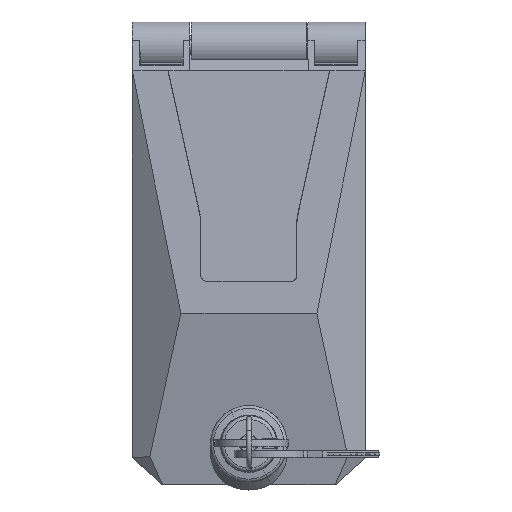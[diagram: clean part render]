
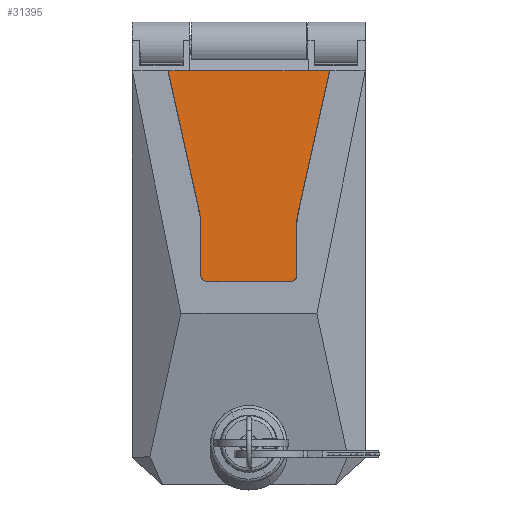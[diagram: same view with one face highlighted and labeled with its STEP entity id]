
A CAD part, top view. The second image highlights one B-rep face of the part: STEP entity #31395.
In plain terms, the highlighted planar face has unit normal (0, 0.052, 0.999).
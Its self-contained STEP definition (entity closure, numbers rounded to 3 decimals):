
#31371=AXIS2_PLACEMENT_3D('Plane Axis2P3D',#31368,#31369,#31370) ;
#29228=CARTESIAN_POINT('Vertex',(56.601,120.093,51.651)) ;
#29247=CARTESIAN_POINT('Vertex',(10.299,120.093,51.651)) ;
#29250=CARTESIAN_POINT('Line Origine',(33.45,120.093,51.651)) ;
#30614=CARTESIAN_POINT('Vertex',(47.437,78.814,53.815)) ;
#30618=CARTESIAN_POINT('Control Point',(47.437,78.814,53.815)) ;
#30619=CARTESIAN_POINT('Control Point',(47.343,78.388,53.837)) ;
#30620=CARTESIAN_POINT('Control Point',(47.271,77.958,53.86)) ;
#30621=CARTESIAN_POINT('Control Point',(47.224,77.524,53.882)) ;
#30622=CARTESIAN_POINT('Control Point',(47.2,77.088,53.905)) ;
#30623=CARTESIAN_POINT('Control Point',(47.2,76.652,53.928)) ;
#30624=CARTESIAN_POINT('Vertex',(47.2,76.652,53.928)) ;
#30643=CARTESIAN_POINT('Line Origine',(47.2,69.136,54.322)) ;
#30647=CARTESIAN_POINT('Vertex',(47.2,61.673,54.713)) ;
#30700=CARTESIAN_POINT('Control Point',(45.2,59.675,54.818)) ;
#30701=CARTESIAN_POINT('Control Point',(45.388,59.675,54.818)) ;
#30702=CARTESIAN_POINT('Control Point',(45.577,59.698,54.817)) ;
#30703=CARTESIAN_POINT('Control Point',(45.762,59.742,54.814)) ;
#30704=CARTESIAN_POINT('Control Point',(46.118,59.873,54.807)) ;
#30705=CARTESIAN_POINT('Control Point',(46.434,60.084,54.796)) ;
#30706=CARTESIAN_POINT('Control Point',(46.578,60.207,54.79)) ;
#30707=CARTESIAN_POINT('Control Point',(46.836,60.486,54.775)) ;
#30708=CARTESIAN_POINT('Control Point',(47.022,60.816,54.758)) ;
#30709=CARTESIAN_POINT('Control Point',(47.094,60.992,54.749)) ;
#30710=CARTESIAN_POINT('Control Point',(47.163,61.235,54.736)) ;
#30711=CARTESIAN_POINT('Control Point',(47.193,61.485,54.723)) ;
#30712=CARTESIAN_POINT('Control Point',(47.198,61.547,54.72)) ;
#30713=CARTESIAN_POINT('Control Point',(47.2,61.61,54.716)) ;
#30714=CARTESIAN_POINT('Control Point',(47.2,61.673,54.713)) ;
#30715=CARTESIAN_POINT('Vertex',(45.2,59.675,54.818)) ;
#30751=CARTESIAN_POINT('Line Origine',(33.45,59.675,54.818)) ;
#30755=CARTESIAN_POINT('Vertex',(21.7,59.675,54.818)) ;
#30802=CARTESIAN_POINT('Control Point',(19.7,61.673,54.713)) ;
#30803=CARTESIAN_POINT('Control Point',(19.7,61.484,54.723)) ;
#30804=CARTESIAN_POINT('Control Point',(19.722,61.296,54.733)) ;
#30805=CARTESIAN_POINT('Control Point',(19.767,61.111,54.742)) ;
#30806=CARTESIAN_POINT('Control Point',(19.898,60.756,54.761)) ;
#30807=CARTESIAN_POINT('Control Point',(20.109,60.441,54.778)) ;
#30808=CARTESIAN_POINT('Control Point',(20.232,60.296,54.785)) ;
#30809=CARTESIAN_POINT('Control Point',(20.511,60.039,54.799)) ;
#30810=CARTESIAN_POINT('Control Point',(20.842,59.854,54.808)) ;
#30811=CARTESIAN_POINT('Control Point',(21.018,59.781,54.812)) ;
#30812=CARTESIAN_POINT('Control Point',(21.262,59.712,54.816)) ;
#30813=CARTESIAN_POINT('Control Point',(21.512,59.683,54.817)) ;
#30814=CARTESIAN_POINT('Control Point',(21.574,59.678,54.818)) ;
#30815=CARTESIAN_POINT('Control Point',(21.637,59.675,54.818)) ;
#30816=CARTESIAN_POINT('Control Point',(21.7,59.675,54.818)) ;
#30817=CARTESIAN_POINT('Vertex',(19.7,61.673,54.713)) ;
#30853=CARTESIAN_POINT('Line Origine',(19.7,69.136,54.322)) ;
#30857=CARTESIAN_POINT('Vertex',(19.7,76.652,53.928)) ;
#30893=CARTESIAN_POINT('Control Point',(19.7,76.652,53.928)) ;
#30894=CARTESIAN_POINT('Control Point',(19.7,77.088,53.905)) ;
#30895=CARTESIAN_POINT('Control Point',(19.676,77.524,53.882)) ;
#30896=CARTESIAN_POINT('Control Point',(19.629,77.958,53.86)) ;
#30897=CARTESIAN_POINT('Control Point',(19.557,78.388,53.837)) ;
#30898=CARTESIAN_POINT('Control Point',(19.463,78.814,53.815)) ;
#30899=CARTESIAN_POINT('Vertex',(19.463,78.814,53.815)) ;
#31368=CARTESIAN_POINT('Axis2P3D Location',(33.45,69.324,54.312)) ;
#31373=CARTESIAN_POINT('Line Origine',(52.019,99.453,52.733)) ;
#31378=CARTESIAN_POINT('Line Origine',(14.881,99.453,52.733)) ;
#29251=DIRECTION('Vector Direction',(-1.,0.,0.)) ;
#30644=DIRECTION('Vector Direction',(0.,0.999,-0.052)) ;
#30752=DIRECTION('Vector Direction',(-1.,0.,0.)) ;
#30854=DIRECTION('Vector Direction',(0.,0.999,-0.052)) ;
#31369=DIRECTION('Axis2P3D Direction',(0.,0.052,0.999)) ;
#31370=DIRECTION('Axis2P3D XDirection',(-1.,0.,0.)) ;
#31374=DIRECTION('Vector Direction',(0.216,0.975,-0.051)) ;
#31379=DIRECTION('Vector Direction',(-0.216,0.975,-0.051)) ;
#29252=VECTOR('Line Direction',#29251,1.) ;
#30645=VECTOR('Line Direction',#30644,1.) ;
#30753=VECTOR('Line Direction',#30752,1.) ;
#30855=VECTOR('Line Direction',#30854,1.) ;
#31375=VECTOR('Line Direction',#31374,1.) ;
#31380=VECTOR('Line Direction',#31379,1.) ;
#31384=ORIENTED_EDGE('',*,*,#30717,.F.) ;
#31385=ORIENTED_EDGE('',*,*,#30649,.F.) ;
#31386=ORIENTED_EDGE('',*,*,#30626,.F.) ;
#31387=ORIENTED_EDGE('',*,*,#31377,.F.) ;
#31388=ORIENTED_EDGE('',*,*,#29254,.T.) ;
#31389=ORIENTED_EDGE('',*,*,#31382,.F.) ;
#31390=ORIENTED_EDGE('',*,*,#30901,.F.) ;
#31391=ORIENTED_EDGE('',*,*,#30859,.F.) ;
#31392=ORIENTED_EDGE('',*,*,#30819,.F.) ;
#31393=ORIENTED_EDGE('',*,*,#30757,.F.) ;
#31395=ADVANCED_FACE('Hauptk\X2\00F6\X0\rper',(#31394),#31372,.T.) ;
#30617=B_SPLINE_CURVE_WITH_KNOTS('',5,(#30618,#30619,#30620,#30621,#30622,#30623),.UNSPECIFIED.,.F.,.U.,(6,6),(0.,2.182),.UNSPECIFIED.) ;
#30699=B_SPLINE_CURVE_WITH_KNOTS('',5,(#30700,#30701,#30702,#30703,#30704,#30705,#30706,#30707,#30708,#30709,#30710,#30711,#30712,#30713,#30714),.UNSPECIFIED.,.F.,.U.,(6,3,3,3,6),(0.,0.942,1.885,2.827,3.142),.UNSPECIFIED.) ;
#30801=B_SPLINE_CURVE_WITH_KNOTS('',5,(#30802,#30803,#30804,#30805,#30806,#30807,#30808,#30809,#30810,#30811,#30812,#30813,#30814,#30815,#30816),.UNSPECIFIED.,.F.,.U.,(6,3,3,3,6),(0.,0.942,1.885,2.827,3.142),.UNSPECIFIED.) ;
#30892=B_SPLINE_CURVE_WITH_KNOTS('',5,(#30893,#30894,#30895,#30896,#30897,#30898),.UNSPECIFIED.,.F.,.U.,(6,6),(0.,2.182),.UNSPECIFIED.) ;
#29254=EDGE_CURVE('',#29229,#29248,#29253,.T.) ;
#30626=EDGE_CURVE('',#30615,#30625,#30617,.T.) ;
#30649=EDGE_CURVE('',#30625,#30648,#30646,.F.) ;
#30717=EDGE_CURVE('',#30648,#30716,#30699,.F.) ;
#30757=EDGE_CURVE('',#30716,#30756,#30754,.T.) ;
#30819=EDGE_CURVE('',#30756,#30818,#30801,.F.) ;
#30859=EDGE_CURVE('',#30818,#30858,#30856,.T.) ;
#30901=EDGE_CURVE('',#30858,#30900,#30892,.T.) ;
#31377=EDGE_CURVE('',#29229,#30615,#31376,.F.) ;
#31382=EDGE_CURVE('',#30900,#29248,#31381,.T.) ;
#31383=EDGE_LOOP('',(#31384,#31385,#31386,#31387,#31388,#31389,#31390,#31391,#31392,#31393)) ;
#31394=FACE_OUTER_BOUND('',#31383,.T.) ;
#29253=LINE('Line',#29250,#29252) ;
#30646=LINE('Line',#30643,#30645) ;
#30754=LINE('Line',#30751,#30753) ;
#30856=LINE('Line',#30853,#30855) ;
#31376=LINE('Line',#31373,#31375) ;
#31381=LINE('Line',#31378,#31380) ;
#31372=PLANE('',#31371) ;
#29229=VERTEX_POINT('',#29228) ;
#29248=VERTEX_POINT('',#29247) ;
#30615=VERTEX_POINT('',#30614) ;
#30625=VERTEX_POINT('',#30624) ;
#30648=VERTEX_POINT('',#30647) ;
#30716=VERTEX_POINT('',#30715) ;
#30756=VERTEX_POINT('',#30755) ;
#30818=VERTEX_POINT('',#30817) ;
#30858=VERTEX_POINT('',#30857) ;
#30900=VERTEX_POINT('',#30899) ;
